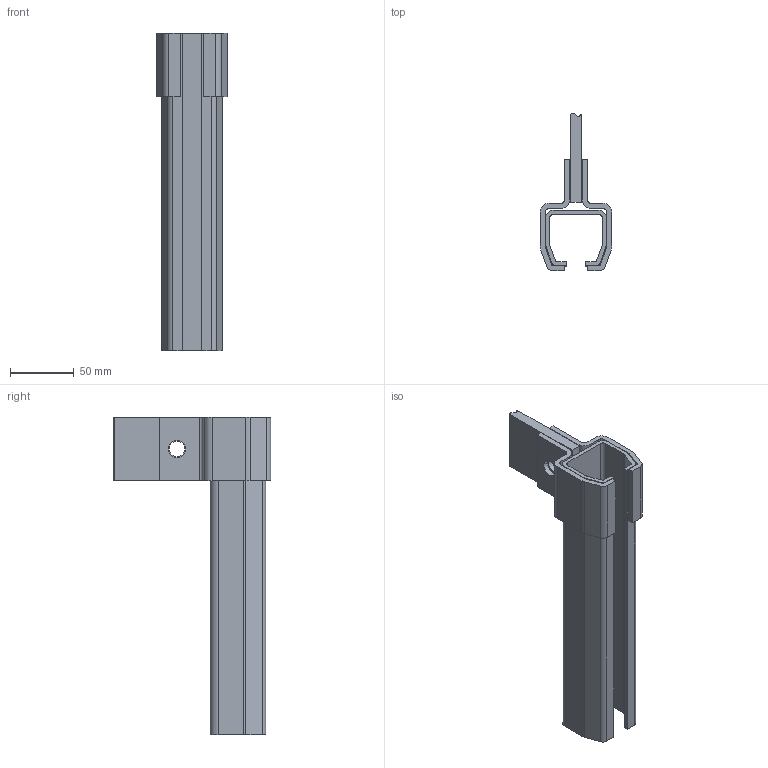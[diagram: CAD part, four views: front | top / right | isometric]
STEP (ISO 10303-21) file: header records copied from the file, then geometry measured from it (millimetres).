
FILE_DESCRIPTION (( 'STEP AP203' ), '1' );
FILE_NAME ('1.24.B03.STEP', '2016-05-27T07:36:51', ( '' ), ( '' ), 'SwSTEP 2.0', 'SolidWorks 2015', '' );
FILE_SCHEMA (( 'CONFIG_CONTROL_DESIGN' ));
Length unit declared in the file: millimetre
Products named in the file (1): 1.24.B03
Bounding box: 56.5 x 123.9 x 250 mm (x, y, z)
Volume: 184104.3 mm3; surface area: 107400 mm2
Topology: 4 solids, 4 shells, 86 faces, 234 edges, 156 vertices
Faces by surface type: plane 51, cylinder 34, bspline 1
Entity records: 2815 total; most frequent: CARTESIAN_POINT 490, DIRECTION 472, ORIENTED_EDGE 468, EDGE_CURVE 234, VECTOR 164, LINE 164, VERTEX_POINT 156, AXIS2_PLACEMENT_3D 154
